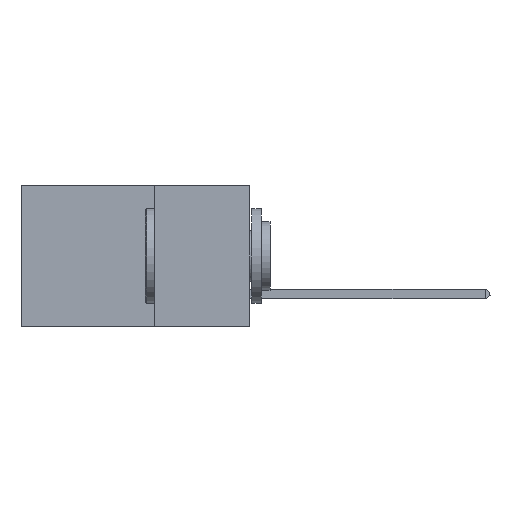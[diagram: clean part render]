
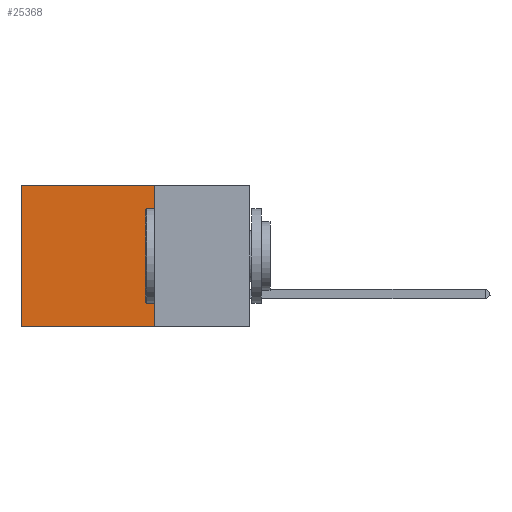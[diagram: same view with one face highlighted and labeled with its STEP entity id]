
A CAD part, left-side view. The second image highlights one B-rep face of the part: STEP entity #25368.
In plain terms, the highlighted planar face has unit normal (-1, 0, 0).
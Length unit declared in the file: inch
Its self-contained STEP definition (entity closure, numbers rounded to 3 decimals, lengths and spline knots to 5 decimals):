
#801 = CARTESIAN_POINT ( 'NONE',  ( 0.2875, 0.25, 0. ) ) ;
#1966 = CARTESIAN_POINT ( 'NONE',  ( 0.2875, 0.6, -0.37 ) ) ;
#2571 = VERTEX_POINT ( 'NONE', #5261 ) ;
#3882 = LINE ( 'NONE', #23112, #29416 ) ;
#5261 = CARTESIAN_POINT ( 'NONE',  ( 0.2875, 0.25, 0. ) ) ;
#6244 = VECTOR ( 'NONE', #23275, 39.37008 ) ;
#6355 = VECTOR ( 'NONE', #17029, 39.37008 ) ;
#7297 = PLANE ( 'NONE',  #27850 ) ;
#8524 = DIRECTION ( 'NONE',  ( 0., 0., -1. ) ) ;
#8628 = ORIENTED_EDGE ( 'NONE', *, *, #34300, .F. ) ;
#8691 = CARTESIAN_POINT ( 'NONE',  ( 0.2875, 0.25, -0.37 ) ) ;
#9579 = ORIENTED_EDGE ( 'NONE', *, *, #33888, .T. ) ;
#10057 = ORIENTED_EDGE ( 'NONE', *, *, #21185, .T. ) ;
#10347 = DIRECTION ( 'NONE',  ( 1., 0., 0. ) ) ;
#13440 = ORIENTED_EDGE ( 'NONE', *, *, #27160, .F. ) ;
#15993 = CARTESIAN_POINT ( 'NONE',  ( 0.2875, 0.25, 0. ) ) ;
#16551 = CARTESIAN_POINT ( 'NONE',  ( 0.2875, 0.6, 0. ) ) ;
#17029 = DIRECTION ( 'NONE',  ( 0., 0., -1. ) ) ;
#18606 = VECTOR ( 'NONE', #32709, 39.37008 ) ;
#19470 = VERTEX_POINT ( 'NONE', #31891 ) ;
#21185 = EDGE_CURVE ( 'NONE', #36168, #33036, #30993, .T. ) ;
#22239 = LINE ( 'NONE', #8691, #6244 ) ;
#23112 = CARTESIAN_POINT ( 'NONE',  ( 0.2875, 0.25, 0. ) ) ;
#23275 = DIRECTION ( 'NONE',  ( 0., 1., 0. ) ) ;
#25368 = ADVANCED_FACE ( 'NONE', ( #34591 ), #7297, .F. ) ;
#26349 = LINE ( 'NONE', #801, #18606 ) ;
#27160 = EDGE_CURVE ( 'NONE', #2571, #19470, #3882, .T. ) ;
#27850 = AXIS2_PLACEMENT_3D ( 'NONE', #15993, #10347, #30884 ) ;
#29416 = VECTOR ( 'NONE', #8524, 39.37008 ) ;
#30884 = DIRECTION ( 'NONE',  ( 0., 0., -1. ) ) ;
#30896 = CARTESIAN_POINT ( 'NONE',  ( 0.2875, 0.6, 0. ) ) ;
#30993 = LINE ( 'NONE', #30896, #6355 ) ;
#31891 = CARTESIAN_POINT ( 'NONE',  ( 0.2875, 0.25, -0.37 ) ) ;
#32709 = DIRECTION ( 'NONE',  ( 0., 1., 0. ) ) ;
#33036 = VERTEX_POINT ( 'NONE', #1966 ) ;
#33888 = EDGE_CURVE ( 'NONE', #2571, #36168, #26349, .T. ) ;
#34300 = EDGE_CURVE ( 'NONE', #19470, #33036, #22239, .T. ) ;
#34591 = FACE_OUTER_BOUND ( 'NONE', #35518, .T. ) ;
#35518 = EDGE_LOOP ( 'NONE', ( #10057, #8628, #13440, #9579 ) ) ;
#36168 = VERTEX_POINT ( 'NONE', #16551 ) ;
